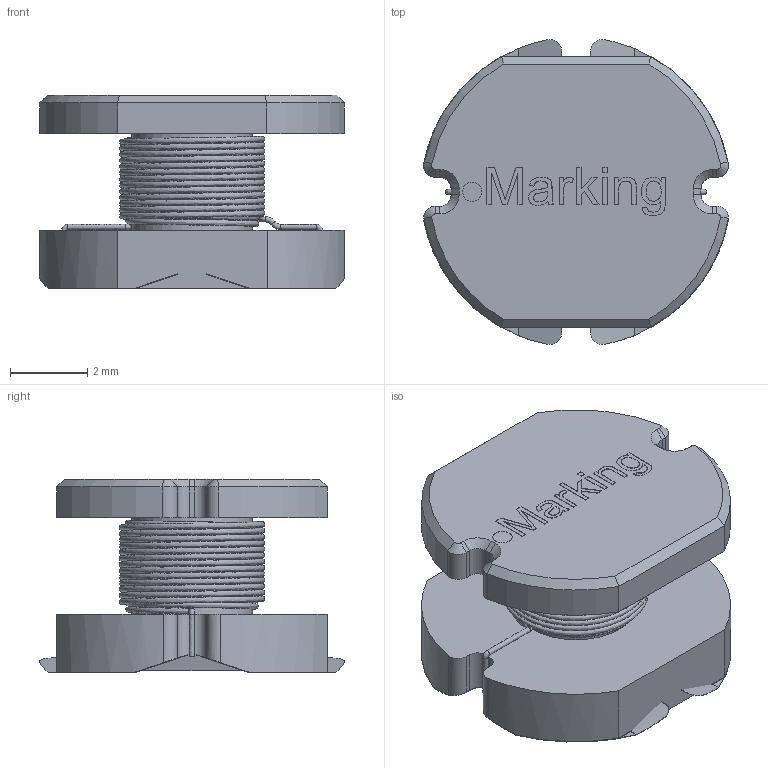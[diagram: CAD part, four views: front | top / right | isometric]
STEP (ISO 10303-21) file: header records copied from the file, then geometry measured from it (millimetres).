
FILE_DESCRIPTION( ( 'Unknown' ), '1' );
FILE_NAME( '744775360.stp', 'Unknown', ( 'Unknown' ), ( 'Unknown' ), 'XStep 1.0', 'Unknown', ' ' );
FILE_SCHEMA( ( 'automotive_design' ) );
Length unit declared in the file: millimetre
Products named in the file (5): Assem1; Kern; L飆fl踄he
Bounding box: 7.88 x 7.88 x 5.01 mm (x, y, z)
Volume: 270.5 mm3; surface area: 888.3 mm2
Topology: 8 solids, 8 shells, 400 faces, 1014 edges, 656 vertices
Faces by surface type: plane 242, cylinder 76, extrusion 32, bspline 26, cone 24
Full cylindrical faces by diameter (mm): 0.5 x2, 3.12 x2
Entity records: 11165 total; most frequent: CARTESIAN_POINT 5294, ORIENTED_EDGE 978, DIRECTION 815, EDGE_CURVE 489, VERTEX_POINT 326, AXIS2_PLACEMENT_3D 278, VECTOR 259, LINE 243
